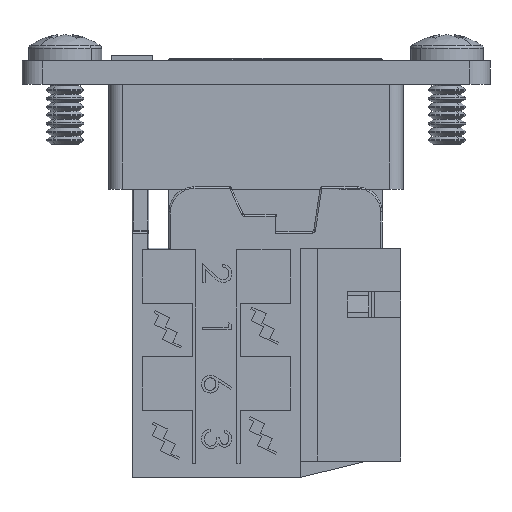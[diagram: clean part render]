
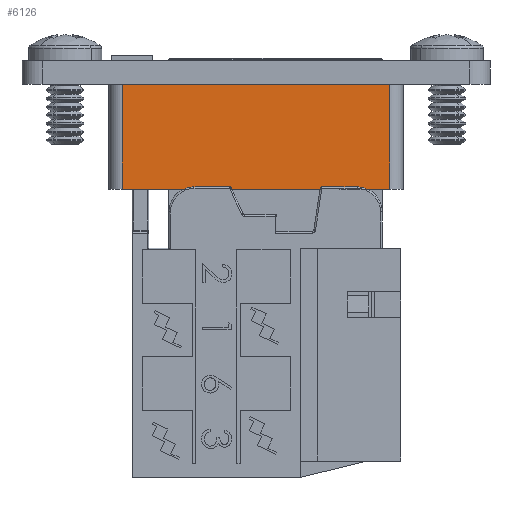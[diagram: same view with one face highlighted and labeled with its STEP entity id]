
A CAD part, left-side view. The second image highlights one B-rep face of the part: STEP entity #6126.
In plain terms, the highlighted planar face has unit normal (-1, 0, 0).
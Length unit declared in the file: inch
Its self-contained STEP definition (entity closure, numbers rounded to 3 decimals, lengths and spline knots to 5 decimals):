
#3956 = CARTESIAN_POINT ( 'NONE',  ( -0.33, -0.4, -0.384 ) ) ;
#4826 = VERTEX_POINT ( 'NONE', #3956 ) ;
#6126 = ADVANCED_FACE ( 'NONE', ( #6680 ), #35299, .F. ) ;
#6680 = FACE_OUTER_BOUND ( 'NONE', #31672, .T. ) ;
#8288 = AXIS2_PLACEMENT_3D ( 'NONE', #35312, #35297, #35296 ) ;
#8922 = DIRECTION ( 'NONE',  ( 0., 1., 0. ) ) ;
#8927 = CARTESIAN_POINT ( 'NONE',  ( -0.33, 0.44, -0.07 ) ) ;
#10539 = CARTESIAN_POINT ( 'NONE',  ( -0.33, 0.4, -0.07 ) ) ;
#10540 = CARTESIAN_POINT ( 'NONE',  ( -0.33, -0.4, -0.07 ) ) ;
#14101 = CARTESIAN_POINT ( 'NONE',  ( -0.33, 0.4, -0.384 ) ) ;
#15654 = VERTEX_POINT ( 'NONE', #14101 ) ;
#16656 = VERTEX_POINT ( 'NONE', #10539 ) ;
#16657 = VERTEX_POINT ( 'NONE', #10540 ) ;
#22524 = CARTESIAN_POINT ( 'NONE',  ( -0.33, 0.44, -0.384 ) ) ;
#22526 = DIRECTION ( 'NONE',  ( 0., 0., 1. ) ) ;
#22528 = CARTESIAN_POINT ( 'NONE',  ( -0.33, -0.4, -1.868 ) ) ;
#22529 = DIRECTION ( 'NONE',  ( 0., -1., 0. ) ) ;
#22530 = CARTESIAN_POINT ( 'NONE',  ( -0.33, 0.4, -1.868 ) ) ;
#22533 = DIRECTION ( 'NONE',  ( 0., 0., -1. ) ) ;
#24356 = EDGE_CURVE ( 'NONE', #15654, #4826, #28489, .T. ) ;
#24358 = EDGE_CURVE ( 'NONE', #4826, #16657, #28491, .T. ) ;
#24360 = EDGE_CURVE ( 'NONE', #16656, #15654, #28495, .T. ) ;
#24465 = EDGE_CURVE ( 'NONE', #16657, #16656, #28585, .T. ) ;
#26573 = ORIENTED_EDGE ( 'NONE', *, *, #24358, .T. ) ;
#26574 = ORIENTED_EDGE ( 'NONE', *, *, #24356, .T. ) ;
#26717 = ORIENTED_EDGE ( 'NONE', *, *, #24465, .T. ) ;
#26796 = ORIENTED_EDGE ( 'NONE', *, *, #24360, .T. ) ;
#28489 = LINE ( 'NONE', #22524, #28494 ) ;
#28491 = LINE ( 'NONE', #22528, #28496 ) ;
#28494 = VECTOR ( 'NONE', #22529, 39.37008 ) ;
#28495 = LINE ( 'NONE', #22530, #28498 ) ;
#28496 = VECTOR ( 'NONE', #22526, 39.37008 ) ;
#28498 = VECTOR ( 'NONE', #22533, 39.37008 ) ;
#28585 = LINE ( 'NONE', #8927, #28589 ) ;
#28589 = VECTOR ( 'NONE', #8922, 39.37008 ) ;
#31672 = EDGE_LOOP ( 'NONE', ( #26574, #26573, #26717, #26796 ) ) ;
#35296 = DIRECTION ( 'NONE',  ( 0., 1., 0. ) ) ;
#35297 = DIRECTION ( 'NONE',  ( 1., 0., 0. ) ) ;
#35299 = PLANE ( 'NONE',  #8288 ) ;
#35312 = CARTESIAN_POINT ( 'NONE',  ( -0.33, 0.44, -1.868 ) ) ;
